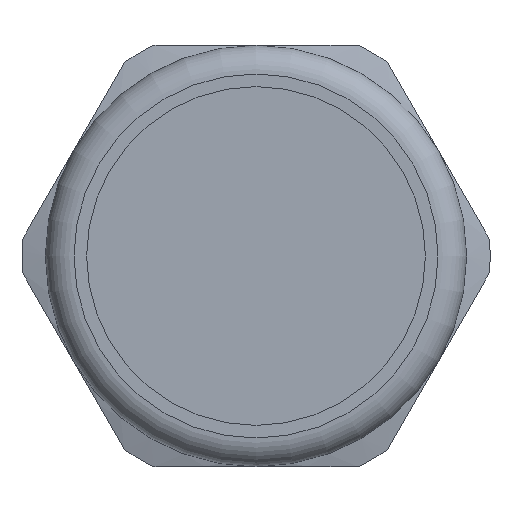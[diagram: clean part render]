
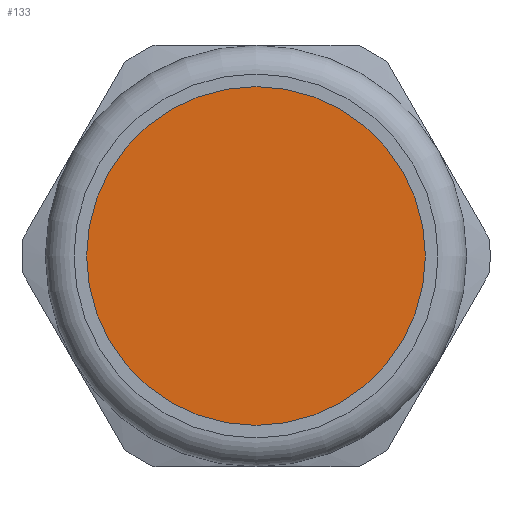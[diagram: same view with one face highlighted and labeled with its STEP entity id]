
A CAD part, left-side view. The second image highlights one B-rep face of the part: STEP entity #133.
In plain terms, the highlighted planar face has unit normal (-1, 0, 0).
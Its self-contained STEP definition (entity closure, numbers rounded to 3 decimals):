
#133 = ADVANCED_FACE( '', ( #306 ), #307, .T. );
#306 = FACE_OUTER_BOUND( '', #521, .T. );
#307 = PLANE( '', #522 );
#521 = EDGE_LOOP( '', ( #885 ) );
#522 = AXIS2_PLACEMENT_3D( '', #886, #887, #888 );
#885 = ORIENTED_EDGE( '', *, *, #1348, .F. );
#886 = CARTESIAN_POINT( '', ( 0.5, 7.236, 0. ) );
#887 = DIRECTION( '', ( -1., 0., 0. ) );
#888 = DIRECTION( '', ( 0., 0., 1. ) );
#1348 = EDGE_CURVE( '', #1651, #1651, #1652, .T. );
#1651 = VERTEX_POINT( '', #2090 );
#1652 = CIRCLE( '', #2091, 7.236 );
#2090 = CARTESIAN_POINT( '', ( 0.5, 0., -7.236 ) );
#2091 = AXIS2_PLACEMENT_3D( '', #2485, #2486, #2487 );
#2485 = CARTESIAN_POINT( '', ( 0.5, 0., 0. ) );
#2486 = DIRECTION( '', ( 1., 0., 0. ) );
#2487 = DIRECTION( '', ( 0., 0., -1. ) );
